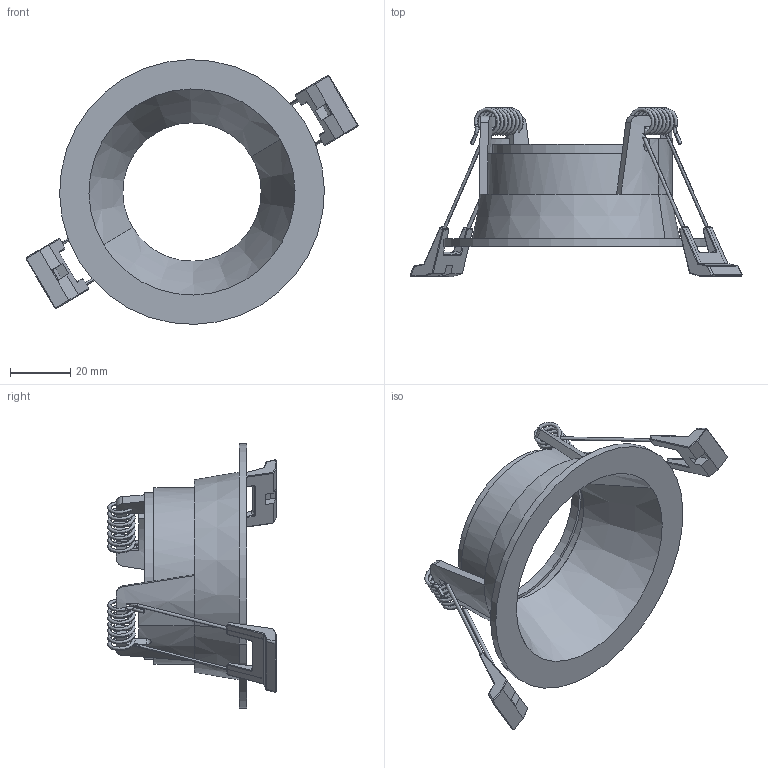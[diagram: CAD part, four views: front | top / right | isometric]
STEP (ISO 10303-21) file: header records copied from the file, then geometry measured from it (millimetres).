
FILE_DESCRIPTION (( 'STEP AP214' ), '1' );
FILE_NAME ('POINT CH ASSEMBLY+NO_LAMP.STEP', '2022-09-07T09:48:16', ( '' ), ( '' ), 'SwSTEP 2.0', 'SolidWorks 2018', '' );
FILE_SCHEMA (( 'AUTOMOTIVE_DESIGN' ));
Length unit declared in the file: millimetre
Products named in the file (3): POINT CH; Ïðóæèíà òèïîâàÿ; POINT CH ASSEMBLY+NO_LAMP
Assembly tree (3 placements, depth 2):
  POINT CH ASSEMBLY+NO_LAMP
    POINT CH
    Ïðóæèíà òèïîâàÿ  x2
Bounding box: 110.36 x 56.12 x 88 mm (x, y, z)
Volume: 32330.8 mm3; surface area: 25332.6 mm2
Topology: 9 solids, 9 shells, 255 faces, 578 edges, 346 vertices
Faces by surface type: plane 125, bspline 60, cylinder 44, cone 22, torus 4
Entity records: 8627 total; most frequent: CARTESIAN_POINT 5109, ORIENTED_EDGE 736, DIRECTION 658, EDGE_CURVE 368, AXIS2_PLACEMENT_3D 245, VERTEX_POINT 224, VECTOR 168, LINE 168
